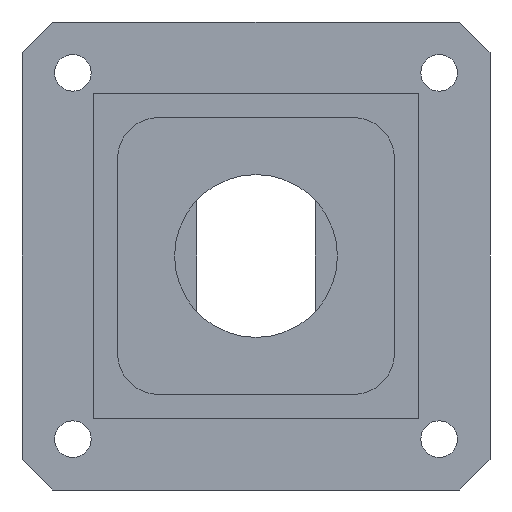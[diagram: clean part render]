
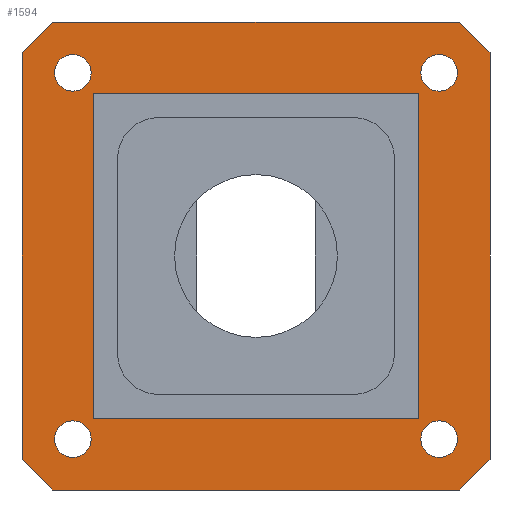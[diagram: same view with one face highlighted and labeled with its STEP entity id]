
A CAD part, front view. The second image highlights one B-rep face of the part: STEP entity #1594.
In plain terms, the highlighted planar face has unit normal (0, -1, 0).
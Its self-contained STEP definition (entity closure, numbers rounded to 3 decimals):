
#42=DIRECTION('',(-0.707,0.,0.707));
#43=VECTOR('',#42,10.607);
#44=CARTESIAN_POINT('',(57.5,0.,50.));
#45=LINE('',#44,#43);
#50=DIRECTION('',(0.,0.,-1.));
#51=VECTOR('',#50,100.);
#52=CARTESIAN_POINT('',(57.5,0.,50.));
#53=LINE('',#52,#51);
#57=DIRECTION('',(0.707,0.,0.707));
#58=VECTOR('',#57,10.607);
#59=CARTESIAN_POINT('',(50.,0.,-57.5));
#60=LINE('',#59,#58);
#64=DIRECTION('',(-1.,0.,0.));
#65=VECTOR('',#64,100.);
#66=CARTESIAN_POINT('',(50.,0.,-57.5));
#67=LINE('',#66,#65);
#71=DIRECTION('',(0.707,0.,-0.707));
#72=VECTOR('',#71,10.607);
#73=CARTESIAN_POINT('',(-57.5,0.,-50.));
#74=LINE('',#73,#72);
#78=DIRECTION('',(0.,0.,1.));
#79=VECTOR('',#78,100.);
#80=CARTESIAN_POINT('',(-57.5,0.,-50.));
#81=LINE('',#80,#79);
#85=DIRECTION('',(-0.707,0.,-0.707));
#86=VECTOR('',#85,10.607);
#87=CARTESIAN_POINT('',(-50.,0.,57.5));
#88=LINE('',#87,#86);
#92=DIRECTION('',(1.,0.,0.));
#93=VECTOR('',#92,100.);
#94=CARTESIAN_POINT('',(-50.,0.,57.5));
#95=LINE('',#94,#93);
#99=DIRECTION('',(0.,0.,-1.));
#100=VECTOR('',#99,80.);
#101=CARTESIAN_POINT('',(-40.,0.,40.));
#102=LINE('',#101,#100);
#106=DIRECTION('',(1.,0.,0.));
#107=VECTOR('',#106,80.);
#108=CARTESIAN_POINT('',(-40.,0.,-40.));
#109=LINE('',#108,#107);
#113=DIRECTION('',(0.,0.,1.));
#114=VECTOR('',#113,80.);
#115=CARTESIAN_POINT('',(40.,0.,-40.));
#116=LINE('',#115,#114);
#120=DIRECTION('',(-1.,0.,0.));
#121=VECTOR('',#120,80.);
#122=CARTESIAN_POINT('',(40.,0.,40.));
#123=LINE('',#122,#121);
#127=CARTESIAN_POINT('',(45.,0.,-45.));
#128=DIRECTION('',(0.,1.,0.));
#129=DIRECTION('',(1.,0.,0.));
#130=AXIS2_PLACEMENT_3D('',#127,#128,#129);
#135=CARTESIAN_POINT('',(45.,0.,-45.));
#136=DIRECTION('',(0.,1.,0.));
#137=DIRECTION('',(-1.,0.,0.));
#138=AXIS2_PLACEMENT_3D('',#135,#136,#137);
#143=CARTESIAN_POINT('',(45.,0.,45.));
#144=DIRECTION('',(0.,-1.,0.));
#145=DIRECTION('',(1.,0.,0.));
#146=AXIS2_PLACEMENT_3D('',#143,#144,#145);
#151=CARTESIAN_POINT('',(45.,0.,45.));
#152=DIRECTION('',(0.,-1.,0.));
#153=DIRECTION('',(-1.,0.,0.));
#154=AXIS2_PLACEMENT_3D('',#151,#152,#153);
#159=CARTESIAN_POINT('',(-45.,0.,-45.));
#160=DIRECTION('',(0.,-1.,0.));
#161=DIRECTION('',(-1.,0.,0.));
#162=AXIS2_PLACEMENT_3D('',#159,#160,#161);
#167=CARTESIAN_POINT('',(-45.,0.,-45.));
#168=DIRECTION('',(0.,-1.,0.));
#169=DIRECTION('',(1.,0.,0.));
#170=AXIS2_PLACEMENT_3D('',#167,#168,#169);
#175=CARTESIAN_POINT('',(-45.,0.,45.));
#176=DIRECTION('',(0.,1.,0.));
#177=DIRECTION('',(-1.,0.,0.));
#178=AXIS2_PLACEMENT_3D('',#175,#176,#177);
#183=CARTESIAN_POINT('',(-45.,0.,45.));
#184=DIRECTION('',(0.,1.,0.));
#185=DIRECTION('',(1.,0.,0.));
#186=AXIS2_PLACEMENT_3D('',#183,#184,#185);
#1385=CARTESIAN_POINT('',(57.5,0.,50.));
#1386=CARTESIAN_POINT('',(50.,0.,57.5));
#1387=VERTEX_POINT('',#1385);
#1388=VERTEX_POINT('',#1386);
#1393=CARTESIAN_POINT('',(50.,0.,-57.5));
#1394=CARTESIAN_POINT('',(57.5,0.,-50.));
#1395=VERTEX_POINT('',#1393);
#1396=VERTEX_POINT('',#1394);
#1401=CARTESIAN_POINT('',(-50.,0.,57.5));
#1402=CARTESIAN_POINT('',(-57.5,0.,50.));
#1403=VERTEX_POINT('',#1401);
#1404=VERTEX_POINT('',#1402);
#1409=CARTESIAN_POINT('',(-57.5,0.,-50.));
#1410=CARTESIAN_POINT('',(-50.,0.,-57.5));
#1411=VERTEX_POINT('',#1409);
#1412=VERTEX_POINT('',#1410);
#1425=CARTESIAN_POINT('',(-40.,0.,40.));
#1426=CARTESIAN_POINT('',(-40.,0.,-40.));
#1427=VERTEX_POINT('',#1425);
#1428=VERTEX_POINT('',#1426);
#1429=CARTESIAN_POINT('',(40.,0.,-40.));
#1430=VERTEX_POINT('',#1429);
#1431=CARTESIAN_POINT('',(40.,0.,40.));
#1432=VERTEX_POINT('',#1431);
#1449=CARTESIAN_POINT('',(49.5,0.,-45.));
#1450=CARTESIAN_POINT('',(40.5,0.,-45.));
#1451=VERTEX_POINT('',#1449);
#1452=VERTEX_POINT('',#1450);
#1465=CARTESIAN_POINT('',(49.5,0.,45.));
#1466=CARTESIAN_POINT('',(40.5,0.,45.));
#1467=VERTEX_POINT('',#1465);
#1468=VERTEX_POINT('',#1466);
#1481=CARTESIAN_POINT('',(-49.5,0.,-45.));
#1482=CARTESIAN_POINT('',(-40.5,0.,-45.));
#1483=VERTEX_POINT('',#1481);
#1484=VERTEX_POINT('',#1482);
#1497=CARTESIAN_POINT('',(-49.5,0.,45.));
#1498=CARTESIAN_POINT('',(-40.5,0.,45.));
#1499=VERTEX_POINT('',#1497);
#1500=VERTEX_POINT('',#1498);
#1537=CARTESIAN_POINT('',(0.,0.,0.));
#1538=DIRECTION('',(0.,1.,0.));
#1539=DIRECTION('',(1.,0.,0.));
#1540=AXIS2_PLACEMENT_3D('',#1537,#1538,#1539);
#1541=PLANE('',#1540);
#1543=ORIENTED_EDGE('',*,*,#1542,.F.);
#1545=ORIENTED_EDGE('',*,*,#1544,.T.);
#1547=ORIENTED_EDGE('',*,*,#1546,.F.);
#1549=ORIENTED_EDGE('',*,*,#1548,.T.);
#1551=ORIENTED_EDGE('',*,*,#1550,.F.);
#1553=ORIENTED_EDGE('',*,*,#1552,.T.);
#1555=ORIENTED_EDGE('',*,*,#1554,.F.);
#1557=ORIENTED_EDGE('',*,*,#1556,.T.);
#1558=EDGE_LOOP('',(#1543,#1545,#1547,#1549,#1551,#1553,#1555,#1557));
#1559=FACE_OUTER_BOUND('',#1558,.F.);
#1561=ORIENTED_EDGE('',*,*,#1560,.T.);
#1563=ORIENTED_EDGE('',*,*,#1562,.T.);
#1565=ORIENTED_EDGE('',*,*,#1564,.T.);
#1567=ORIENTED_EDGE('',*,*,#1566,.T.);
#1568=EDGE_LOOP('',(#1561,#1563,#1565,#1567));
#1569=FACE_BOUND('',#1568,.F.);
#1571=ORIENTED_EDGE('',*,*,#1570,.F.);
#1573=ORIENTED_EDGE('',*,*,#1572,.F.);
#1574=EDGE_LOOP('',(#1571,#1573));
#1575=FACE_BOUND('',#1574,.F.);
#1577=ORIENTED_EDGE('',*,*,#1576,.T.);
#1579=ORIENTED_EDGE('',*,*,#1578,.T.);
#1580=EDGE_LOOP('',(#1577,#1579));
#1581=FACE_BOUND('',#1580,.F.);
#1583=ORIENTED_EDGE('',*,*,#1582,.T.);
#1585=ORIENTED_EDGE('',*,*,#1584,.T.);
#1586=EDGE_LOOP('',(#1583,#1585));
#1587=FACE_BOUND('',#1586,.F.);
#1589=ORIENTED_EDGE('',*,*,#1588,.F.);
#1591=ORIENTED_EDGE('',*,*,#1590,.F.);
#1592=EDGE_LOOP('',(#1589,#1591));
#1593=FACE_BOUND('',#1592,.F.);
#1594=ADVANCED_FACE('',(#1559,#1569,#1575,#1581,#1587,#1593),#1541,.F.);
#131=CIRCLE('',#130,4.5);
#139=CIRCLE('',#138,4.5);
#147=CIRCLE('',#146,4.5);
#155=CIRCLE('',#154,4.5);
#163=CIRCLE('',#162,4.5);
#171=CIRCLE('',#170,4.5);
#179=CIRCLE('',#178,4.5);
#187=CIRCLE('',#186,4.5);
#1542=EDGE_CURVE('',#1387,#1388,#45,.T.);
#1544=EDGE_CURVE('',#1387,#1396,#53,.T.);
#1546=EDGE_CURVE('',#1395,#1396,#60,.T.);
#1548=EDGE_CURVE('',#1395,#1412,#67,.T.);
#1550=EDGE_CURVE('',#1411,#1412,#74,.T.);
#1552=EDGE_CURVE('',#1411,#1404,#81,.T.);
#1554=EDGE_CURVE('',#1403,#1404,#88,.T.);
#1556=EDGE_CURVE('',#1403,#1388,#95,.T.);
#1560=EDGE_CURVE('',#1427,#1428,#102,.T.);
#1562=EDGE_CURVE('',#1428,#1430,#109,.T.);
#1564=EDGE_CURVE('',#1430,#1432,#116,.T.);
#1566=EDGE_CURVE('',#1432,#1427,#123,.T.);
#1570=EDGE_CURVE('',#1451,#1452,#131,.T.);
#1572=EDGE_CURVE('',#1452,#1451,#139,.T.);
#1576=EDGE_CURVE('',#1467,#1468,#147,.T.);
#1578=EDGE_CURVE('',#1468,#1467,#155,.T.);
#1582=EDGE_CURVE('',#1483,#1484,#163,.T.);
#1584=EDGE_CURVE('',#1484,#1483,#171,.T.);
#1588=EDGE_CURVE('',#1499,#1500,#179,.T.);
#1590=EDGE_CURVE('',#1500,#1499,#187,.T.);
